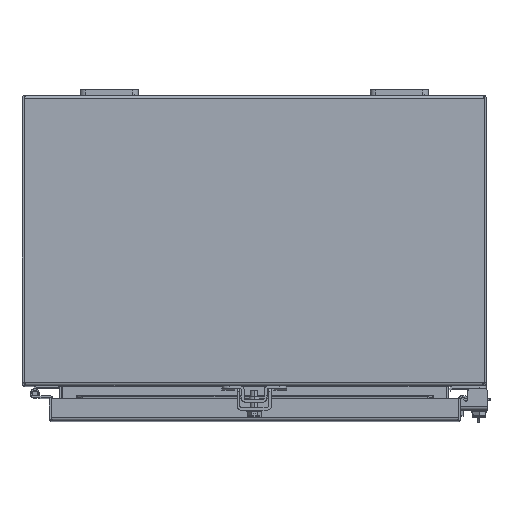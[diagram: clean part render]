
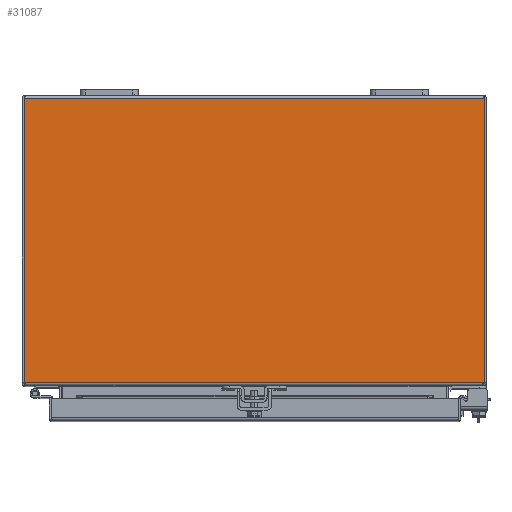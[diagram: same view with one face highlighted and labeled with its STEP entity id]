
A CAD part, top view. The second image highlights one B-rep face of the part: STEP entity #31087.
In plain terms, the highlighted planar face has unit normal (0, 0, 1).
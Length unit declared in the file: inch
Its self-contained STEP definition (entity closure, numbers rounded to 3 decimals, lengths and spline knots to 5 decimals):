
#78 = CARTESIAN_POINT ( 'NONE',  ( 7.92792, 39.37008, 10. ) ) ;
#1190 = VERTEX_POINT ( 'NONE', #30060 ) ;
#2368 = ORIENTED_EDGE ( 'NONE', *, *, #37007, .F. ) ;
#2804 = PLANE ( 'NONE',  #22216 ) ;
#4630 = EDGE_CURVE ( 'NONE', #27392, #22219, #23095, .T. ) ;
#5113 = VECTOR ( 'NONE', #32912, 39.37008 ) ;
#5623 = VECTOR ( 'NONE', #27289, 39.37008 ) ;
#6705 = CARTESIAN_POINT ( 'NONE',  ( 7.92792, -0.108, 10. ) ) ;
#9507 = CARTESIAN_POINT ( 'NONE',  ( -7.892, -0.06248, 10. ) ) ;
#10547 = CARTESIAN_POINT ( 'NONE',  ( -7.92792, 39.37008, 10. ) ) ;
#11031 = VECTOR ( 'NONE', #13689, 39.37008 ) ;
#13470 = EDGE_CURVE ( 'NONE', #22219, #20453, #30631, .T. ) ;
#13689 = DIRECTION ( 'NONE',  ( 0., -1., 0. ) ) ;
#16390 = CARTESIAN_POINT ( 'NONE',  ( -7.892, -0.108, 10. ) ) ;
#16424 = DIRECTION ( 'NONE',  ( 0., 1., 0. ) ) ;
#18771 = EDGE_CURVE ( 'NONE', #27392, #1190, #41113, .T. ) ;
#19262 = ORIENTED_EDGE ( 'NONE', *, *, #18771, .T. ) ;
#19782 = FACE_OUTER_BOUND ( 'NONE', #42205, .T. ) ;
#20453 = VERTEX_POINT ( 'NONE', #35774 ) ;
#20773 = ORIENTED_EDGE ( 'NONE', *, *, #13470, .F. ) ;
#22216 = AXIS2_PLACEMENT_3D ( 'NONE', #9507, #25825, #16424 ) ;
#22219 = VERTEX_POINT ( 'NONE', #6705 ) ;
#22534 = ORIENTED_EDGE ( 'NONE', *, *, #4630, .F. ) ;
#22564 = LINE ( 'NONE', #40175, #39540 ) ;
#23095 = LINE ( 'NONE', #16390, #5113 ) ;
#25825 = DIRECTION ( 'NONE',  ( 0., 0., -1. ) ) ;
#27289 = DIRECTION ( 'NONE',  ( 0., -1., 0. ) ) ;
#27392 = VERTEX_POINT ( 'NONE', #39972 ) ;
#30060 = CARTESIAN_POINT ( 'NONE',  ( -7.92792, -9.892, 10. ) ) ;
#30631 = LINE ( 'NONE', #78, #5623 ) ;
#31087 = ADVANCED_FACE ( 'NONE', ( #19782 ), #2804, .F. ) ;
#32912 = DIRECTION ( 'NONE',  ( 1., 0., 0. ) ) ;
#33250 = DIRECTION ( 'NONE',  ( -1., 0., 0. ) ) ;
#35774 = CARTESIAN_POINT ( 'NONE',  ( 7.92792, -9.892, 10. ) ) ;
#37007 = EDGE_CURVE ( 'NONE', #20453, #1190, #22564, .T. ) ;
#39540 = VECTOR ( 'NONE', #33250, 39.37008 ) ;
#39972 = CARTESIAN_POINT ( 'NONE',  ( -7.92792, -0.108, 10. ) ) ;
#40175 = CARTESIAN_POINT ( 'NONE',  ( -7.892, -9.892, 10. ) ) ;
#41113 = LINE ( 'NONE', #10547, #11031 ) ;
#42205 = EDGE_LOOP ( 'NONE', ( #2368, #20773, #22534, #19262 ) ) ;
